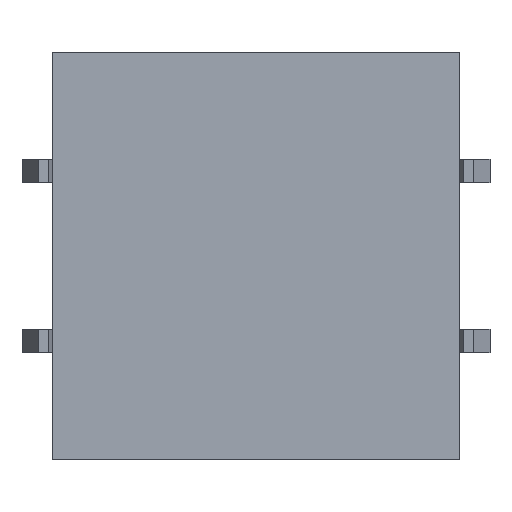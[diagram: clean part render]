
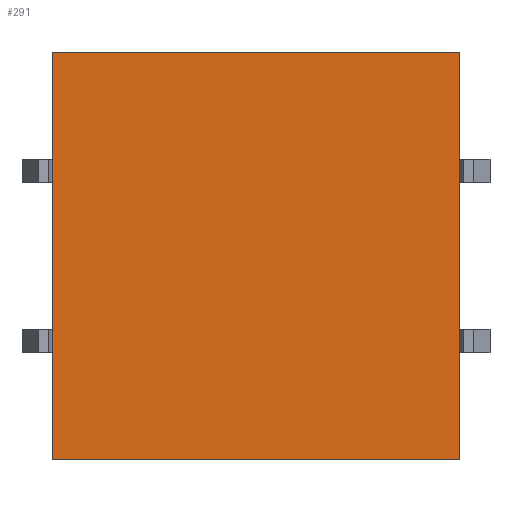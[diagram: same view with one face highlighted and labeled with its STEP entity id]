
A CAD part, front view. The second image highlights one B-rep face of the part: STEP entity #291.
In plain terms, the highlighted planar face has unit normal (0, -1, 0).
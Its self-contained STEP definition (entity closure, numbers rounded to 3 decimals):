
#291=ADVANCED_FACE('',(#705),#706,.F.);
#415=EDGE_CURVE('',#875,#872,#876,.T.);
#527=EDGE_CURVE('',#1024,#1025,#1026,.T.);
#537=EDGE_CURVE('',#875,#1024,#1038,.T.);
#539=EDGE_CURVE('',#1025,#872,#1040,.T.);
#705=FACE_OUTER_BOUND('',#1196,.T.);
#706=PLANE('',#1197);
#872=VERTEX_POINT('',#1478);
#875=VERTEX_POINT('',#1483);
#876=LINE('',#1484,#1485);
#1024=VERTEX_POINT('',#1744);
#1025=VERTEX_POINT('',#1745);
#1026=LINE('',#1746,#1747);
#1038=LINE('',#1768,#1769);
#1040=LINE('',#1772,#1773);
#1196=EDGE_LOOP('',(#2210,#2211,#2212,#2213));
#1197=AXIS2_PLACEMENT_3D('',#2214,#2215,#2216);
#1478=CARTESIAN_POINT('',(-6.0,3.5,-6.0));
#1483=CARTESIAN_POINT('',(-6.0,3.5,6.0));
#1484=CARTESIAN_POINT('',(-6.0,3.5,0.0));
#1485=VECTOR('',#2295,1.0);
#1744=CARTESIAN_POINT('',(6.0,3.5,6.0));
#1745=CARTESIAN_POINT('',(6.0,3.5,-6.0));
#1746=CARTESIAN_POINT('',(6.0,3.5,0.0));
#1747=VECTOR('',#2351,1.0);
#1768=CARTESIAN_POINT('',(0.0,3.5,6.0));
#1769=VECTOR('',#2356,1.0);
#1772=CARTESIAN_POINT('',(0.0,3.5,-6.0));
#1773=VECTOR('',#2357,1.0);
#2210=ORIENTED_EDGE('',*,*,#415,.T.);
#2211=ORIENTED_EDGE('',*,*,#539,.F.);
#2212=ORIENTED_EDGE('',*,*,#527,.F.);
#2213=ORIENTED_EDGE('',*,*,#537,.F.);
#2214=CARTESIAN_POINT('',(0.0,3.5,0.0));
#2215=DIRECTION('',(-0.0,1.0,0.0));
#2216=DIRECTION('',(1.0,0.0,0.0));
#2295=DIRECTION('',(0.0,0.0,-1.0));
#2351=DIRECTION('',(0.0,0.0,-1.0));
#2356=DIRECTION('',(1.0,0.0,0.0));
#2357=DIRECTION('',(-1.0,0.0,0.0));
